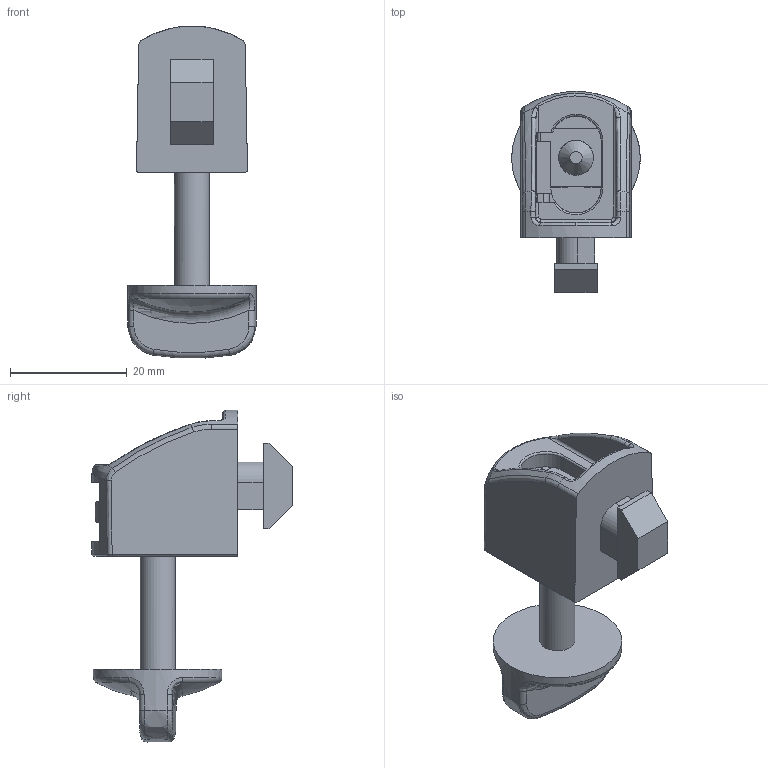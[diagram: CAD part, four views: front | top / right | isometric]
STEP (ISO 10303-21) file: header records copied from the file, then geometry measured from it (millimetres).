
FILE_DESCRIPTION(/* description */ ('KriTec Schnell-Befestigungsblock 8 PA 1-8'),/* implementation_level */ '2;1');
FILE_NAME(/* name */ '11075_KriTec_Schnell-Befestigungsblock_8_PA_1-8.stp',/* time_stamp */ '2021-07-06T11:31:57+02:00',/* author */ ('Nell'),/* organization */ (''),/* preprocessor_version */ 'ST-DEVELOPER v17',/* originating_system */ 'Autodesk Inventor 2018',/* authorisation */ '');
FILE_SCHEMA (('AUTOMOTIVE_DESIGN { 1 0 10303 214 3 1 1 }'));
Length unit declared in the file: millimetre
Products named in the file (4): 11075; Befestigungsblock 8 PA 1-8; Klemmteil; Drehknopf
Assembly tree (3 placements, depth 2):
  11075
    Befestigungsblock 8 PA 1-8
    Klemmteil
    Drehknopf
Bounding box: 21.99 x 34.4 x 56.82 mm (x, y, z)
Volume: 8759.6 mm3; surface area: 6694.9 mm2
Topology: 3 solids, 3 shells, 192 faces, 502 edges, 319 vertices
Faces by surface type: plane 76, cylinder 60, bspline 40, torus 11, cone 3, sphere 2
Full cylindrical faces by diameter (mm): 2 x2, 6 x2, 22 x1
Entity records: 7940 total; most frequent: CARTESIAN_POINT 3207, ORIENTED_EDGE 1004, DIRECTION 932, EDGE_CURVE 502, AXIS2_PLACEMENT_3D 343, VERTEX_POINT 319, LINE 246, VECTOR 246
